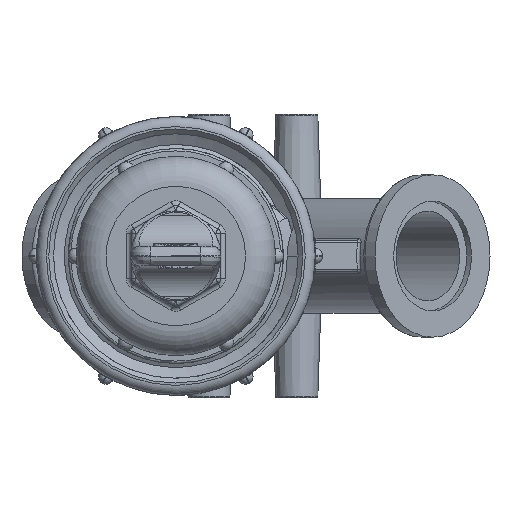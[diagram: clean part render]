
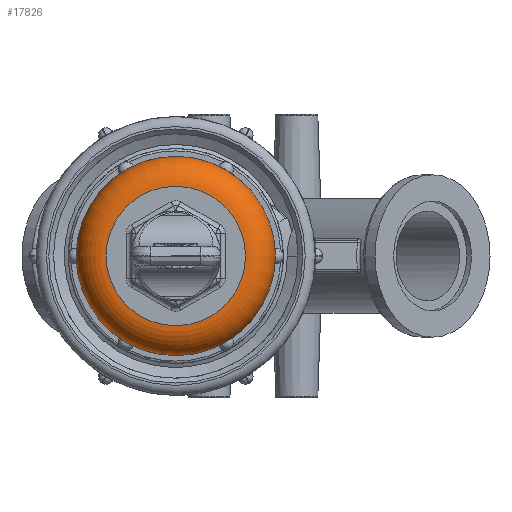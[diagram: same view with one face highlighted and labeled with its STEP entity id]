
A CAD part, front view. The second image highlights one B-rep face of the part: STEP entity #17826.
In plain terms, the highlighted toroidal (fillet/blend) face has major radius 22.225 mm and minor radius 9.525 mm.
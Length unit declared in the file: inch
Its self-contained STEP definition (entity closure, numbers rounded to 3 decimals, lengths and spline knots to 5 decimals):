
#4465=FACE_BOUND('',#6391,.T.);
#5226=FACE_OUTER_BOUND('',#6390,.T.);
#6390=EDGE_LOOP('',(#15331));
#6391=EDGE_LOOP('',(#15332));
#7132=CIRCLE('',#19530,0.875);
#7163=CIRCLE('',#19574,1.25);
#8472=VERTEX_POINT('',#33637);
#8514=VERTEX_POINT('',#34218);
#10826=EDGE_CURVE('',#8472,#8472,#7132,.T.);
#10882=EDGE_CURVE('',#8514,#8514,#7163,.T.);
#15331=ORIENTED_EDGE('',*,*,#10882,.T.);
#15332=ORIENTED_EDGE('',*,*,#10826,.T.);
#17065=TOROIDAL_SURFACE('',#19573,0.875,0.375);
#17826=ADVANCED_FACE('',(#5226,#4465),#17065,.T.);
#19530=AXIS2_PLACEMENT_3D('',#33638,#23535,#23536);
#19573=AXIS2_PLACEMENT_3D('',#34217,#23624,#23625);
#19574=AXIS2_PLACEMENT_3D('',#34219,#23626,#23627);
#23535=DIRECTION('center_axis',(-1.,0.,0.));
#23536=DIRECTION('ref_axis',(0.,-1.,0.));
#23624=DIRECTION('center_axis',(1.,0.,0.));
#23625=DIRECTION('ref_axis',(0.,0.,-1.));
#23626=DIRECTION('center_axis',(1.,0.,0.));
#23627=DIRECTION('ref_axis',(0.,-1.,0.));
#33637=CARTESIAN_POINT('',(2.52,0.875,0.));
#33638=CARTESIAN_POINT('Origin',(2.52,0.,0.));
#34217=CARTESIAN_POINT('Origin',(2.145,0.,0.));
#34218=CARTESIAN_POINT('',(2.145,1.25,0.));
#34219=CARTESIAN_POINT('Origin',(2.145,0.,0.));
